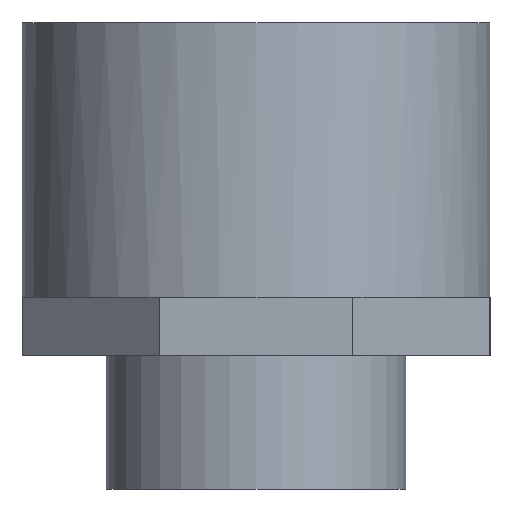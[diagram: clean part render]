
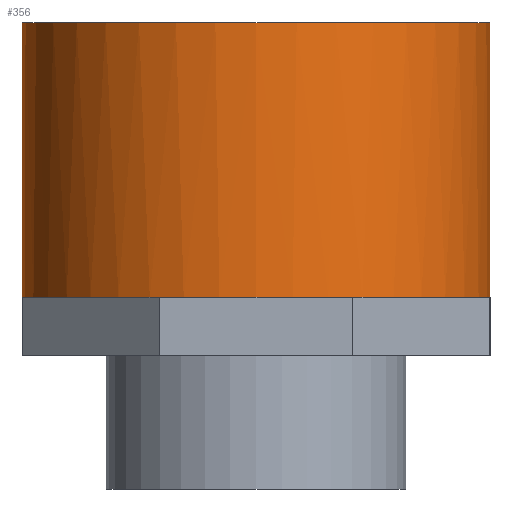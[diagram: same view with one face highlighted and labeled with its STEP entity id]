
A CAD part, front view. The second image highlights one B-rep face of the part: STEP entity #356.
In plain terms, the highlighted cylindrical face has radius 37.5 mm (diameter 75 mm), a full revolution.
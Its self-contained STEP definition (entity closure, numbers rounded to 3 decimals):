
#99=FACE_BOUND($,#135,.T.);
#108=FACE_OUTER_BOUND($,#134,.T.);
#134=EDGE_LOOP($,(#259,#260,#261,#262,#263,#264,#265,#266));
#135=EDGE_LOOP($,(#267));
#166=CIRCLE($,#390,37.5);
#167=CIRCLE($,#391,37.5);
#168=CIRCLE($,#392,37.5);
#169=CIRCLE($,#393,37.5);
#170=CIRCLE($,#394,37.5);
#171=CIRCLE($,#395,37.5);
#172=CIRCLE($,#396,37.5);
#173=CIRCLE($,#397,37.5);
#174=CIRCLE($,#398,37.5);
#181=VERTEX_POINT($,#548);
#182=VERTEX_POINT($,#549);
#183=VERTEX_POINT($,#551);
#184=VERTEX_POINT($,#553);
#185=VERTEX_POINT($,#555);
#186=VERTEX_POINT($,#557);
#187=VERTEX_POINT($,#559);
#188=VERTEX_POINT($,#561);
#189=VERTEX_POINT($,#564);
#212=EDGE_CURVE($,#181,#182,#166,.T.);
#213=EDGE_CURVE($,#182,#183,#167,.T.);
#214=EDGE_CURVE($,#183,#184,#168,.T.);
#215=EDGE_CURVE($,#184,#185,#169,.T.);
#216=EDGE_CURVE($,#185,#186,#170,.T.);
#217=EDGE_CURVE($,#186,#187,#171,.T.);
#218=EDGE_CURVE($,#187,#188,#172,.T.);
#219=EDGE_CURVE($,#188,#181,#173,.T.);
#220=EDGE_CURVE($,#189,#189,#174,.T.);
#259=ORIENTED_EDGE($,*,*,#212,.T.);
#260=ORIENTED_EDGE($,*,*,#213,.T.);
#261=ORIENTED_EDGE($,*,*,#214,.T.);
#262=ORIENTED_EDGE($,*,*,#215,.T.);
#263=ORIENTED_EDGE($,*,*,#216,.T.);
#264=ORIENTED_EDGE($,*,*,#217,.T.);
#265=ORIENTED_EDGE($,*,*,#218,.T.);
#266=ORIENTED_EDGE($,*,*,#219,.T.);
#267=ORIENTED_EDGE($,*,*,#220,.F.);
#350=CYLINDRICAL_SURFACE($,#389,37.5);
#356=ADVANCED_FACE($,(#108,#99),#350,.T.);
#389=AXIS2_PLACEMENT_3D($,#547,#439,#440);
#390=AXIS2_PLACEMENT_3D($,#550,#441,#442);
#391=AXIS2_PLACEMENT_3D($,#552,#443,#444);
#392=AXIS2_PLACEMENT_3D($,#554,#445,#446);
#393=AXIS2_PLACEMENT_3D($,#556,#447,#448);
#394=AXIS2_PLACEMENT_3D($,#558,#449,#450);
#395=AXIS2_PLACEMENT_3D($,#560,#451,#452);
#396=AXIS2_PLACEMENT_3D($,#562,#453,#454);
#397=AXIS2_PLACEMENT_3D($,#563,#455,#456);
#398=AXIS2_PLACEMENT_3D($,#565,#457,#458);
#439=DIRECTION('center_axis',(0.,0.,1.));
#440=DIRECTION('ref_axis',(1.,0.,0.));
#441=DIRECTION('center_axis',(0.,0.,1.));
#442=DIRECTION('ref_axis',(1.,0.,0.));
#443=DIRECTION('center_axis',(0.,0.,1.));
#444=DIRECTION('ref_axis',(1.,0.,0.));
#445=DIRECTION('center_axis',(0.,0.,1.));
#446=DIRECTION('ref_axis',(1.,0.,0.));
#447=DIRECTION('center_axis',(0.,0.,1.));
#448=DIRECTION('ref_axis',(1.,0.,0.));
#449=DIRECTION('center_axis',(0.,0.,1.));
#450=DIRECTION('ref_axis',(1.,0.,0.));
#451=DIRECTION('center_axis',(0.,0.,1.));
#452=DIRECTION('ref_axis',(1.,0.,0.));
#453=DIRECTION('center_axis',(0.,0.,1.));
#454=DIRECTION('ref_axis',(1.,0.,0.));
#455=DIRECTION('center_axis',(0.,0.,1.));
#456=DIRECTION('ref_axis',(1.,0.,0.));
#457=DIRECTION('center_axis',(0.,0.,1.));
#458=DIRECTION('ref_axis',(1.,0.,0.));
#547=CARTESIAN_POINT('Origin',(0.,0.,35.));
#548=CARTESIAN_POINT('',(-37.5,0.,35.));
#549=CARTESIAN_POINT('',(-26.516,-26.517,35.));
#550=CARTESIAN_POINT('Origin',(0.,0.,35.));
#551=CARTESIAN_POINT('',(0.,-37.5,35.));
#552=CARTESIAN_POINT('Origin',(0.,0.,35.));
#553=CARTESIAN_POINT('',(26.517,-26.516,35.));
#554=CARTESIAN_POINT('Origin',(0.,0.,35.));
#555=CARTESIAN_POINT('',(37.5,0.,35.));
#556=CARTESIAN_POINT('Origin',(0.,0.,35.));
#557=CARTESIAN_POINT('',(26.517,26.516,35.));
#558=CARTESIAN_POINT('Origin',(0.,0.,35.));
#559=CARTESIAN_POINT('',(0.,37.5,35.));
#560=CARTESIAN_POINT('Origin',(0.,0.,35.));
#561=CARTESIAN_POINT('',(-26.517,26.517,35.));
#562=CARTESIAN_POINT('Origin',(0.,0.,35.));
#563=CARTESIAN_POINT('Origin',(0.,0.,35.));
#564=CARTESIAN_POINT('',(-37.5,0.,79.));
#565=CARTESIAN_POINT('Origin',(0.,0.,79.));
